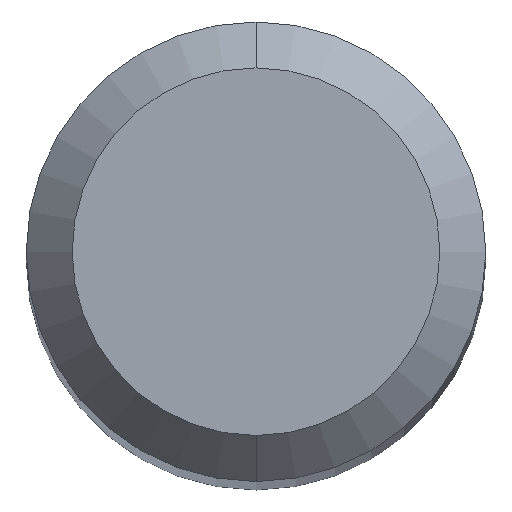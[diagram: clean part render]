
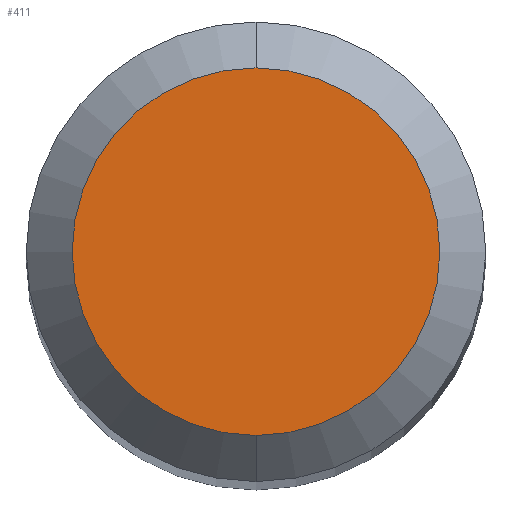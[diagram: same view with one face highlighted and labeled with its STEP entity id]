
A CAD part, top view. The second image highlights one B-rep face of the part: STEP entity #411.
In plain terms, the highlighted planar face has unit normal (0, 0, 1).
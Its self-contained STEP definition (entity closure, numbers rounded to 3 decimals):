
#283=EDGE_CURVE('',#397,#435,#586,.T.);
#287=EDGE_CURVE('',#435,#397,#590,.T.);
#397=VERTEX_POINT('',#710);
#411=ADVANCED_FACE('',(#726),#727,.T.);
#435=VERTEX_POINT('',#753);
#586=CIRCLE('',#1035,1.2);
#590=CIRCLE('',#1042,1.2);
#710=CARTESIAN_POINT('',(0.0,1.2,30.919));
#726=FACE_OUTER_BOUND('',#1351,.T.);
#727=PLANE('',#1352);
#753=CARTESIAN_POINT('',(0.,-1.2,30.919));
#1035=AXIS2_PLACEMENT_3D('',#1572,#1573,#1574);
#1042=AXIS2_PLACEMENT_3D('',#1576,#1577,#1578);
#1351=EDGE_LOOP('',(#1719,#1720));
#1352=AXIS2_PLACEMENT_3D('',#1721,#1722,#1723);
#1572=CARTESIAN_POINT('',(0.0,0.0,30.919));
#1573=DIRECTION('',(0.0,0.0,-1.0));
#1574=DIRECTION('',(0.0,1.0,0.0));
#1576=CARTESIAN_POINT('',(0.0,0.0,30.919));
#1577=DIRECTION('',(0.0,0.0,-1.0));
#1578=DIRECTION('',(0.0,1.0,0.0));
#1719=ORIENTED_EDGE('',*,*,#283,.F.);
#1720=ORIENTED_EDGE('',*,*,#287,.F.);
#1721=CARTESIAN_POINT('',(0.0,0.6,30.919));
#1722=DIRECTION('',(-0.0,0.0,1.0));
#1723=DIRECTION('',(0.0,-1.0,0.0));
